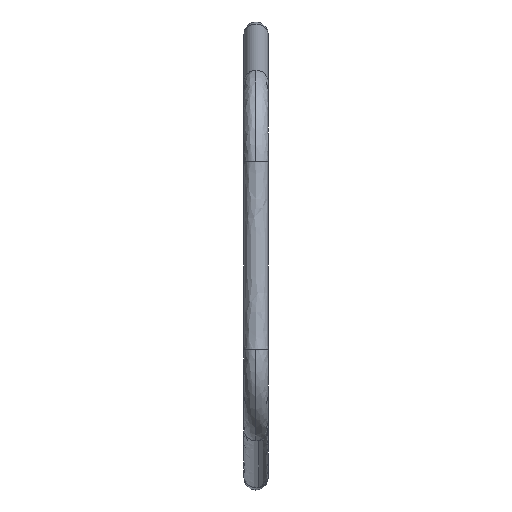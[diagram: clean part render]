
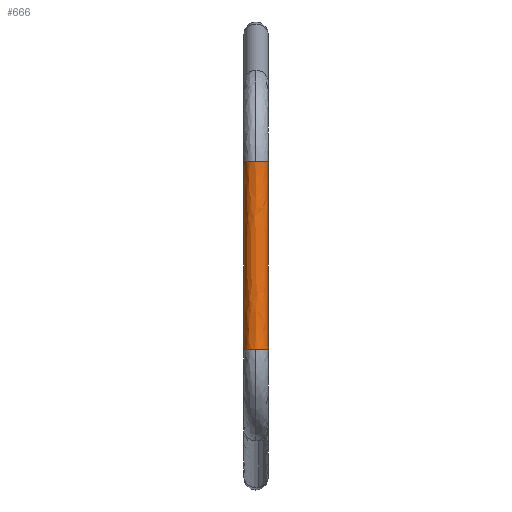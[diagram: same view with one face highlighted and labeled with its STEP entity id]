
A CAD part, top view. The second image highlights one B-rep face of the part: STEP entity #666.
In plain terms, the highlighted free-form (B-spline) face has degree [5, 4] with [6, 5] control points.
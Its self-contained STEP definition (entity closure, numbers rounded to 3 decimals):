
#571=CARTESIAN_POINT('Control Point',(-635.,-115.276,555.)) ;
#572=CARTESIAN_POINT('Control Point',(-635.,-69.165,555.)) ;
#573=CARTESIAN_POINT('Control Point',(-635.,-23.055,555.)) ;
#574=CARTESIAN_POINT('Control Point',(-635.,23.055,555.)) ;
#575=CARTESIAN_POINT('Control Point',(-635.,69.165,555.)) ;
#576=CARTESIAN_POINT('Control Point',(-635.,115.276,555.)) ;
#577=CARTESIAN_POINT('Vertex',(-635.,-115.276,555.)) ;
#579=CARTESIAN_POINT('Vertex',(-635.,115.276,555.)) ;
#588=CARTESIAN_POINT('Vertex',(-665.,-115.276,555.)) ;
#592=CARTESIAN_POINT('Control Point',(-665.,-115.276,555.)) ;
#593=CARTESIAN_POINT('Control Point',(-665.,-69.165,555.)) ;
#594=CARTESIAN_POINT('Control Point',(-665.,-23.055,555.)) ;
#595=CARTESIAN_POINT('Control Point',(-665.,23.055,555.)) ;
#596=CARTESIAN_POINT('Control Point',(-665.,69.165,555.)) ;
#597=CARTESIAN_POINT('Control Point',(-665.,115.276,555.)) ;
#598=CARTESIAN_POINT('Vertex',(-665.,115.276,555.)) ;
#616=CARTESIAN_POINT('Control Point',(-665.,-115.276,555.)) ;
#617=CARTESIAN_POINT('Control Point',(-665.,-115.276,570.)) ;
#618=CARTESIAN_POINT('Control Point',(-650.,-115.276,577.5)) ;
#619=CARTESIAN_POINT('Control Point',(-635.,-115.276,570.)) ;
#620=CARTESIAN_POINT('Control Point',(-635.,-115.276,555.)) ;
#621=CARTESIAN_POINT('Control Point',(-665.,-69.165,555.)) ;
#622=CARTESIAN_POINT('Control Point',(-665.,-69.165,570.)) ;
#623=CARTESIAN_POINT('Control Point',(-650.,-69.165,577.5)) ;
#624=CARTESIAN_POINT('Control Point',(-635.,-69.165,570.)) ;
#625=CARTESIAN_POINT('Control Point',(-635.,-69.165,555.)) ;
#626=CARTESIAN_POINT('Control Point',(-665.,-23.055,555.)) ;
#627=CARTESIAN_POINT('Control Point',(-665.,-23.055,570.)) ;
#628=CARTESIAN_POINT('Control Point',(-650.,-23.055,577.5)) ;
#629=CARTESIAN_POINT('Control Point',(-635.,-23.055,570.)) ;
#630=CARTESIAN_POINT('Control Point',(-635.,-23.055,555.)) ;
#631=CARTESIAN_POINT('Control Point',(-665.,23.055,555.)) ;
#632=CARTESIAN_POINT('Control Point',(-665.,23.055,570.)) ;
#633=CARTESIAN_POINT('Control Point',(-650.,23.055,577.5)) ;
#634=CARTESIAN_POINT('Control Point',(-635.,23.055,570.)) ;
#635=CARTESIAN_POINT('Control Point',(-635.,23.055,555.)) ;
#636=CARTESIAN_POINT('Control Point',(-665.,69.165,555.)) ;
#637=CARTESIAN_POINT('Control Point',(-665.,69.165,570.)) ;
#638=CARTESIAN_POINT('Control Point',(-650.,69.165,577.5)) ;
#639=CARTESIAN_POINT('Control Point',(-635.,69.165,570.)) ;
#640=CARTESIAN_POINT('Control Point',(-635.,69.165,555.)) ;
#641=CARTESIAN_POINT('Control Point',(-665.,115.276,555.)) ;
#642=CARTESIAN_POINT('Control Point',(-665.,115.276,570.)) ;
#643=CARTESIAN_POINT('Control Point',(-650.,115.276,577.5)) ;
#644=CARTESIAN_POINT('Control Point',(-635.,115.276,570.)) ;
#645=CARTESIAN_POINT('Control Point',(-635.,115.276,555.)) ;
#647=CARTESIAN_POINT('Control Point',(-665.,-115.276,555.)) ;
#648=CARTESIAN_POINT('Control Point',(-665.,-115.276,570.)) ;
#649=CARTESIAN_POINT('Control Point',(-650.,-115.276,577.5)) ;
#650=CARTESIAN_POINT('Control Point',(-635.,-115.276,570.)) ;
#651=CARTESIAN_POINT('Control Point',(-635.,-115.276,555.)) ;
#654=CARTESIAN_POINT('Control Point',(-665.,115.276,555.)) ;
#655=CARTESIAN_POINT('Control Point',(-665.,115.276,570.)) ;
#656=CARTESIAN_POINT('Control Point',(-650.,115.276,577.5)) ;
#657=CARTESIAN_POINT('Control Point',(-635.,115.276,570.)) ;
#658=CARTESIAN_POINT('Control Point',(-635.,115.276,555.)) ;
#661=ORIENTED_EDGE('',*,*,#600,.F.) ;
#662=ORIENTED_EDGE('',*,*,#652,.T.) ;
#663=ORIENTED_EDGE('',*,*,#581,.T.) ;
#664=ORIENTED_EDGE('',*,*,#659,.F.) ;
#666=ADVANCED_FACE('Corps principal',(#665),#615,.F.) ;
#581=EDGE_CURVE('',#578,#580,#570,.T.) ;
#600=EDGE_CURVE('',#589,#599,#591,.T.) ;
#652=EDGE_CURVE('',#589,#578,#646,.T.) ;
#659=EDGE_CURVE('',#599,#580,#653,.T.) ;
#660=EDGE_LOOP('',(#661,#662,#663,#664)) ;
#665=FACE_OUTER_BOUND('',#660,.T.) ;
#578=VERTEX_POINT('',#577) ;
#580=VERTEX_POINT('',#579) ;
#589=VERTEX_POINT('',#588) ;
#599=VERTEX_POINT('',#598) ;
#570=(BOUNDED_CURVE()B_SPLINE_CURVE(5,(#571,#572,#573,#574,#575,#576),.UNSPECIFIED.,.F.,.U.)B_SPLINE_CURVE_WITH_KNOTS((6,6),(0.,230.551),.UNSPECIFIED.)CURVE()GEOMETRIC_REPRESENTATION_ITEM()RATIONAL_B_SPLINE_CURVE((1.,1.,1.,1.,1.,1.))REPRESENTATION_ITEM('')) ;
#591=(BOUNDED_CURVE()B_SPLINE_CURVE(5,(#592,#593,#594,#595,#596,#597),.UNSPECIFIED.,.F.,.U.)B_SPLINE_CURVE_WITH_KNOTS((6,6),(0.,230.551),.UNSPECIFIED.)CURVE()GEOMETRIC_REPRESENTATION_ITEM()RATIONAL_B_SPLINE_CURVE((1.,1.,1.,1.,1.,1.))REPRESENTATION_ITEM('')) ;
#646=(BOUNDED_CURVE()B_SPLINE_CURVE(4,(#647,#648,#649,#650,#651),.UNSPECIFIED.,.F.,.U.)B_SPLINE_CURVE_WITH_KNOTS((5,5),(47.124,94.248),.UNSPECIFIED.)CURVE()GEOMETRIC_REPRESENTATION_ITEM()RATIONAL_B_SPLINE_CURVE((1.,0.707,0.667,0.707,1.))REPRESENTATION_ITEM('')) ;
#653=(BOUNDED_CURVE()B_SPLINE_CURVE(4,(#654,#655,#656,#657,#658),.UNSPECIFIED.,.F.,.U.)B_SPLINE_CURVE_WITH_KNOTS((5,5),(47.124,94.248),.UNSPECIFIED.)CURVE()GEOMETRIC_REPRESENTATION_ITEM()RATIONAL_B_SPLINE_CURVE((1.,0.707,0.667,0.707,1.))REPRESENTATION_ITEM('')) ;
#615=(BOUNDED_SURFACE()B_SPLINE_SURFACE(5,4,((#616,#617,#618,#619,#620),(#621,#622,#623,#624,#625),(#626,#627,#628,#629,#630),(#631,#632,#633,#634,#635),(#636,#637,#638,#639,#640),(#641,#642,#643,#644,#645)),.UNSPECIFIED.,.F.,.F.,.U.)B_SPLINE_SURFACE_WITH_KNOTS((6,6),(5,5),(0.,230.551),(47.124,94.248),.UNSPECIFIED.)GEOMETRIC_REPRESENTATION_ITEM()RATIONAL_B_SPLINE_SURFACE(((1.,0.707,0.667,0.707,1.),(1.,0.707,0.667,0.707,1.),(1.,0.707,0.667,0.707,1.),(1.,0.707,0.667,0.707,1.),(1.,0.707,0.667,0.707,1.),(1.,0.707,0.667,0.707,1.)))REPRESENTATION_ITEM('Rational BSpline Surface')SURFACE()) ;
